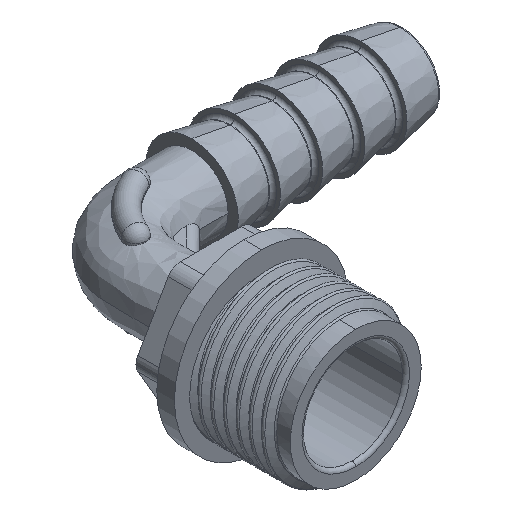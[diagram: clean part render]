
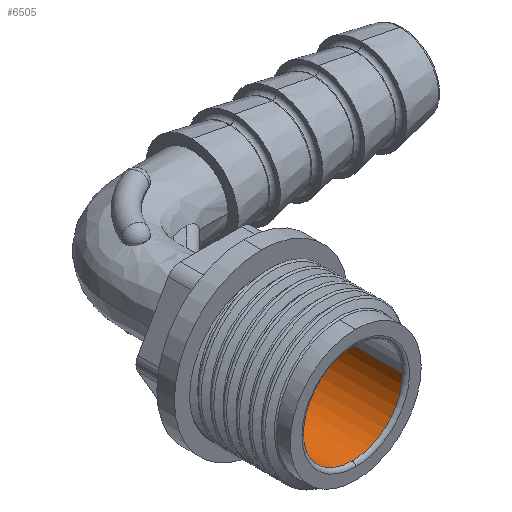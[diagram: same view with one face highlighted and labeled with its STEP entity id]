
A CAD part, isometric view. The second image highlights one B-rep face of the part: STEP entity #6505.
In plain terms, the highlighted cylindrical face has radius 7.15 mm (diameter 14.3 mm), a partial arc.
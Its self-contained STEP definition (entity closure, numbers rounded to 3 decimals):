
#404 = CARTESIAN_POINT ( 'NONE',  ( 7.15, -37.85, 0. ) ) ;
#406 = LINE ( 'NONE', #404, #2119 ) ;
#407 = CARTESIAN_POINT ( 'NONE',  ( 0., -37.35, 0. ) ) ;
#408 = DIRECTION ( 'NONE',  ( 0., -1., 0. ) ) ;
#409 = DIRECTION ( 'NONE',  ( 0., 0., 1. ) ) ;
#410 = DIRECTION ( 'NONE',  ( 0., 1., 0. ) ) ;
#411 = CARTESIAN_POINT ( 'NONE',  ( -7.15, -37.85, 0. ) ) ;
#412 = LINE ( 'NONE', #411, #2125 ) ;
#417 = CARTESIAN_POINT ( 'NONE',  ( 0., -19.35, 0. ) ) ;
#418 = DIRECTION ( 'NONE',  ( 0., 1., 0. ) ) ;
#419 = DIRECTION ( 'NONE',  ( -1., 0., 0. ) ) ;
#420 = DIRECTION ( 'NONE',  ( 0., 1., 0. ) ) ;
#618 = VERTEX_POINT ( 'NONE', #7211 ) ;
#621 = VERTEX_POINT ( 'NONE', #7214 ) ;
#622 = VERTEX_POINT ( 'NONE', #7215 ) ;
#629 = VERTEX_POINT ( 'NONE', #7222 ) ;
#631 = VERTEX_POINT ( 'NONE', #7224 ) ;
#2117 = CIRCLE ( 'NONE', #2121, 7.15 ) ;
#2119 = VECTOR ( 'NONE', #410, 1000. ) ;
#2120 = CIRCLE ( 'NONE', #2126, 7.15 ) ;
#2121 = AXIS2_PLACEMENT_3D ( 'NONE', #407, #408, #409 ) ;
#2125 = VECTOR ( 'NONE', #420, 1000. ) ;
#2126 = AXIS2_PLACEMENT_3D ( 'NONE', #417, #418, #419 ) ;
#2158 = CIRCLE ( 'NONE', #2177, 7.15 ) ;
#2177 = AXIS2_PLACEMENT_3D ( 'NONE', #2456, #2457, #2458 ) ;
#2319 = AXIS2_PLACEMENT_3D ( 'NONE', #3241, #3238, #3244 ) ;
#2456 = CARTESIAN_POINT ( 'NONE',  ( 0., -37.35, 0. ) ) ;
#2457 = DIRECTION ( 'NONE',  ( 0., -1., 0. ) ) ;
#2458 = DIRECTION ( 'NONE',  ( 0., 0., 1. ) ) ;
#3238 = DIRECTION ( 'NONE',  ( 0., 1., 0. ) ) ;
#3239 = FACE_OUTER_BOUND ( 'NONE', #6705, .T. ) ;
#3241 = CARTESIAN_POINT ( 'NONE',  ( 0., -37.85, 0. ) ) ;
#3243 = CYLINDRICAL_SURFACE ( 'NONE', #2319, 7.15 ) ;
#3244 = DIRECTION ( 'NONE',  ( -1., 0., 0. ) ) ;
#5703 = EDGE_CURVE ( 'NONE', #622, #618, #2117, .T. ) ;
#5705 = EDGE_CURVE ( 'NONE', #621, #629, #406, .T. ) ;
#5710 = EDGE_CURVE ( 'NONE', #629, #631, #2120, .T. ) ;
#5712 = EDGE_CURVE ( 'NONE', #622, #631, #412, .T. ) ;
#6416 = EDGE_CURVE ( 'NONE', #618, #621, #2158, .T. ) ;
#6505 = ADVANCED_FACE ( 'NONE', ( #3239 ), #3243, .F. ) ;
#6705 = EDGE_LOOP ( 'NONE', ( #6741, #6742, #6743, #6744, #6745 ) ) ;
#6741 = ORIENTED_EDGE ( 'NONE', *, *, #5703, .T. ) ;
#6742 = ORIENTED_EDGE ( 'NONE', *, *, #6416, .T. ) ;
#6743 = ORIENTED_EDGE ( 'NONE', *, *, #5705, .T. ) ;
#6744 = ORIENTED_EDGE ( 'NONE', *, *, #5710, .T. ) ;
#6745 = ORIENTED_EDGE ( 'NONE', *, *, #5712, .F. ) ;
#7211 = CARTESIAN_POINT ( 'NONE',  ( 0., -37.35, -7.15 ) ) ;
#7214 = CARTESIAN_POINT ( 'NONE',  ( 7.15, -37.35, 0. ) ) ;
#7215 = CARTESIAN_POINT ( 'NONE',  ( -7.15, -37.35, 0. ) ) ;
#7222 = CARTESIAN_POINT ( 'NONE',  ( 7.15, -19.35, 0. ) ) ;
#7224 = CARTESIAN_POINT ( 'NONE',  ( -7.15, -19.35, 0. ) ) ;
